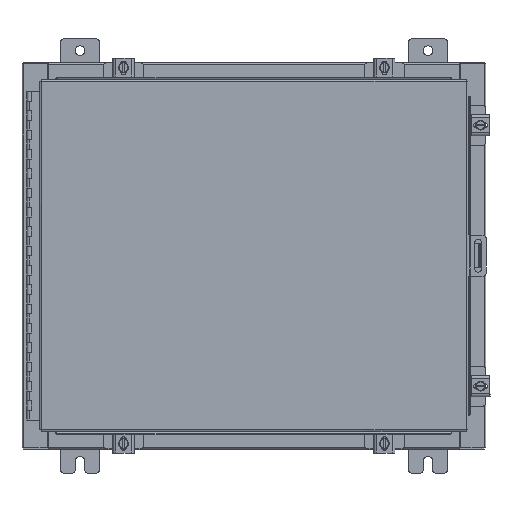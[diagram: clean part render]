
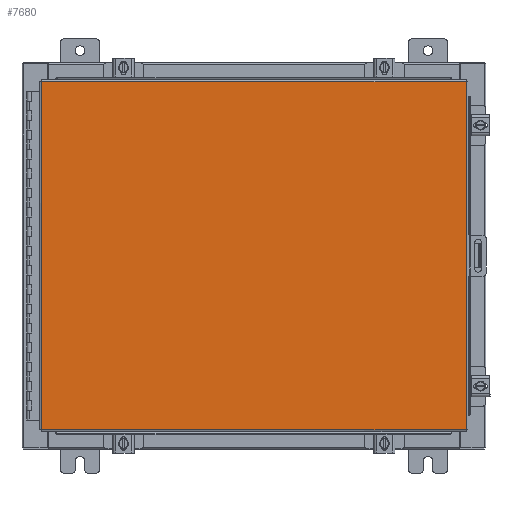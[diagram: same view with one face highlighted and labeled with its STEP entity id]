
A CAD part, top view. The second image highlights one B-rep face of the part: STEP entity #7680.
In plain terms, the highlighted planar face has unit normal (0, 0, 1).
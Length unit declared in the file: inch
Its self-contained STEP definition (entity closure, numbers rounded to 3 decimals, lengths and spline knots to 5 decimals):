
#225 = CARTESIAN_POINT ( 'NONE',  ( 10.9903, -9.0063, 0. ) ) ;
#418 = AXIS2_PLACEMENT_3D ( 'NONE', #703, #16739, #3093 ) ;
#703 = CARTESIAN_POINT ( 'NONE',  ( 0., 0., 0. ) ) ;
#1755 = DIRECTION ( 'NONE',  ( 1., 0., 0. ) ) ;
#2940 = ORIENTED_EDGE ( 'NONE', *, *, #12810, .T. ) ;
#3093 = DIRECTION ( 'NONE',  ( -1., 0., 0. ) ) ;
#3354 = CARTESIAN_POINT ( 'NONE',  ( 10.9903, 9.0063, 0. ) ) ;
#4032 = VECTOR ( 'NONE', #21552, 39.37008 ) ;
#6772 = VECTOR ( 'NONE', #17379, 39.37008 ) ;
#7680 = ADVANCED_FACE ( 'NONE', ( #24226 ), #14435, .F. ) ;
#8869 = CARTESIAN_POINT ( 'NONE',  ( -10.9903, 9.0063, 0. ) ) ;
#9543 = VERTEX_POINT ( 'NONE', #23863 ) ;
#9866 = ORIENTED_EDGE ( 'NONE', *, *, #14708, .T. ) ;
#10195 = VERTEX_POINT ( 'NONE', #14866 ) ;
#11137 = DIRECTION ( 'NONE',  ( 0., -1., 0. ) ) ;
#12810 = EDGE_CURVE ( 'NONE', #9543, #16641, #15768, .T. ) ;
#13556 = LINE ( 'NONE', #26516, #6772 ) ;
#14435 = PLANE ( 'NONE',  #418 ) ;
#14708 = EDGE_CURVE ( 'NONE', #10195, #9543, #16166, .T. ) ;
#14866 = CARTESIAN_POINT ( 'NONE',  ( 10.9903, 9.0063, 0. ) ) ;
#15458 = CARTESIAN_POINT ( 'NONE',  ( -10.9903, -9.0063, 0. ) ) ;
#15768 = LINE ( 'NONE', #8869, #26445 ) ;
#16166 = LINE ( 'NONE', #3354, #4032 ) ;
#16568 = EDGE_CURVE ( 'NONE', #20989, #10195, #13556, .T. ) ;
#16641 = VERTEX_POINT ( 'NONE', #15458 ) ;
#16739 = DIRECTION ( 'NONE',  ( 0., 0., -1. ) ) ;
#17379 = DIRECTION ( 'NONE',  ( 0., 1., 0. ) ) ;
#19485 = ORIENTED_EDGE ( 'NONE', *, *, #16568, .T. ) ;
#20607 = ORIENTED_EDGE ( 'NONE', *, *, #21999, .T. ) ;
#20989 = VERTEX_POINT ( 'NONE', #225 ) ;
#21552 = DIRECTION ( 'NONE',  ( -1., 0., 0. ) ) ;
#21997 = EDGE_LOOP ( 'NONE', ( #20607, #19485, #9866, #2940 ) ) ;
#21999 = EDGE_CURVE ( 'NONE', #16641, #20989, #27011, .T. ) ;
#23863 = CARTESIAN_POINT ( 'NONE',  ( -10.9903, 9.0063, 0. ) ) ;
#24226 = FACE_OUTER_BOUND ( 'NONE', #21997, .T. ) ;
#25591 = VECTOR ( 'NONE', #1755, 39.37008 ) ;
#26445 = VECTOR ( 'NONE', #11137, 39.37008 ) ;
#26516 = CARTESIAN_POINT ( 'NONE',  ( 10.9903, -9.0063, 0. ) ) ;
#27011 = LINE ( 'NONE', #29002, #25591 ) ;
#29002 = CARTESIAN_POINT ( 'NONE',  ( -10.9903, -9.0063, 0. ) ) ;
